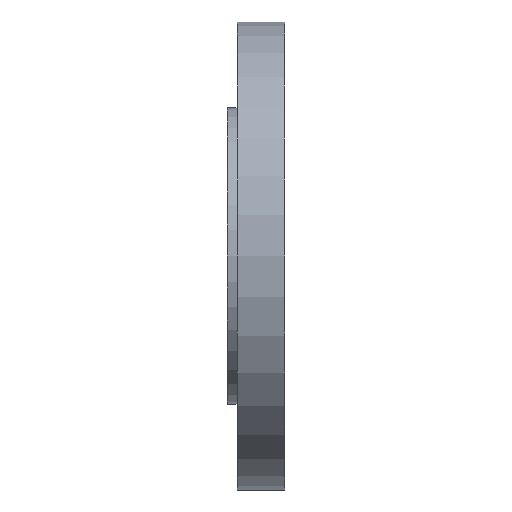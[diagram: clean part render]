
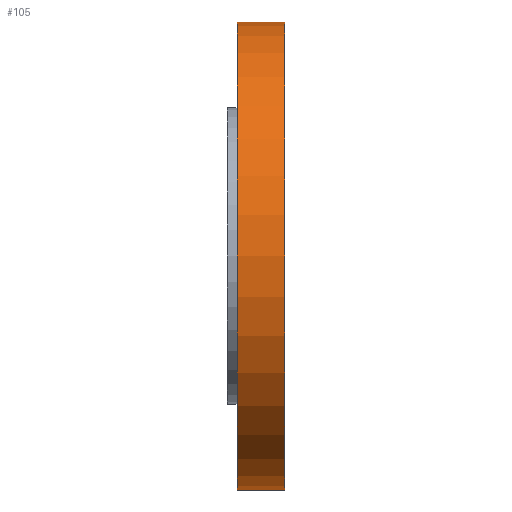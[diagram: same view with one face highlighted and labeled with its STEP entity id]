
A CAD part, left-side view. The second image highlights one B-rep face of the part: STEP entity #105.
In plain terms, the highlighted cylindrical face has radius 117.5 mm (diameter 235 mm), a partial arc.
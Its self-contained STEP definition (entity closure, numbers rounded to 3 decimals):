
#35 = DIRECTION ( 'NONE',  ( 0., -1., 0. ) ) ;
#37 = DIRECTION ( 'NONE',  ( 0., 0., -1. ) ) ;
#58 = DIRECTION ( 'NONE',  ( 0., 1., 0. ) ) ;
#64 = VECTOR ( 'NONE', #800, 1000. ) ;
#76 = CARTESIAN_POINT ( 'NONE',  ( 0., 0., 0. ) ) ;
#88 = LINE ( 'NONE', #687, #475 ) ;
#105 = ADVANCED_FACE ( 'NONE', ( #308 ), #237, .T. ) ;
#111 = CARTESIAN_POINT ( 'NONE',  ( 0., 0., 117.5 ) ) ;
#162 = VERTEX_POINT ( 'NONE', #316 ) ;
#177 = DIRECTION ( 'NONE',  ( 0., -1., 0. ) ) ;
#181 = ORIENTED_EDGE ( 'NONE', *, *, #342, .T. ) ;
#190 = VERTEX_POINT ( 'NONE', #111 ) ;
#221 = CARTESIAN_POINT ( 'NONE',  ( 0., 24., -117.5 ) ) ;
#237 = CYLINDRICAL_SURFACE ( 'NONE', #837, 117.5 ) ;
#239 = EDGE_CURVE ( 'NONE', #465, #448, #538, .T. ) ;
#308 = FACE_OUTER_BOUND ( 'NONE', #445, .T. ) ;
#316 = CARTESIAN_POINT ( 'NONE',  ( 0., 0., -117.5 ) ) ;
#342 = EDGE_CURVE ( 'NONE', #162, #190, #444, .T. ) ;
#381 = ORIENTED_EDGE ( 'NONE', *, *, #573, .T. ) ;
#412 = AXIS2_PLACEMENT_3D ( 'NONE', #76, #863, #432 ) ;
#422 = EDGE_CURVE ( 'NONE', #448, #190, #877, .T. ) ;
#432 = DIRECTION ( 'NONE',  ( 0., 0., 1. ) ) ;
#444 = CIRCLE ( 'NONE', #412, 117.5 ) ;
#445 = EDGE_LOOP ( 'NONE', ( #602, #707, #381, #181 ) ) ;
#448 = VERTEX_POINT ( 'NONE', #657 ) ;
#465 = VERTEX_POINT ( 'NONE', #221 ) ;
#475 = VECTOR ( 'NONE', #35, 1000. ) ;
#538 = CIRCLE ( 'NONE', #866, 117.5 ) ;
#573 = EDGE_CURVE ( 'NONE', #465, #162, #88, .T. ) ;
#602 = ORIENTED_EDGE ( 'NONE', *, *, #422, .F. ) ;
#657 = CARTESIAN_POINT ( 'NONE',  ( 0., 24., 117.5 ) ) ;
#687 = CARTESIAN_POINT ( 'NONE',  ( 0., 24., -117.5 ) ) ;
#707 = ORIENTED_EDGE ( 'NONE', *, *, #239, .F. ) ;
#723 = CARTESIAN_POINT ( 'NONE',  ( 0., 24., 117.5 ) ) ;
#778 = DIRECTION ( 'NONE',  ( 0., 0., 1. ) ) ;
#800 = DIRECTION ( 'NONE',  ( 0., -1., 0. ) ) ;
#837 = AXIS2_PLACEMENT_3D ( 'NONE', #889, #177, #37 ) ;
#843 = CARTESIAN_POINT ( 'NONE',  ( 0., 24., 0. ) ) ;
#863 = DIRECTION ( 'NONE',  ( 0., 1., 0. ) ) ;
#866 = AXIS2_PLACEMENT_3D ( 'NONE', #843, #58, #778 ) ;
#877 = LINE ( 'NONE', #723, #64 ) ;
#889 = CARTESIAN_POINT ( 'NONE',  ( 0., 24., 0. ) ) ;
